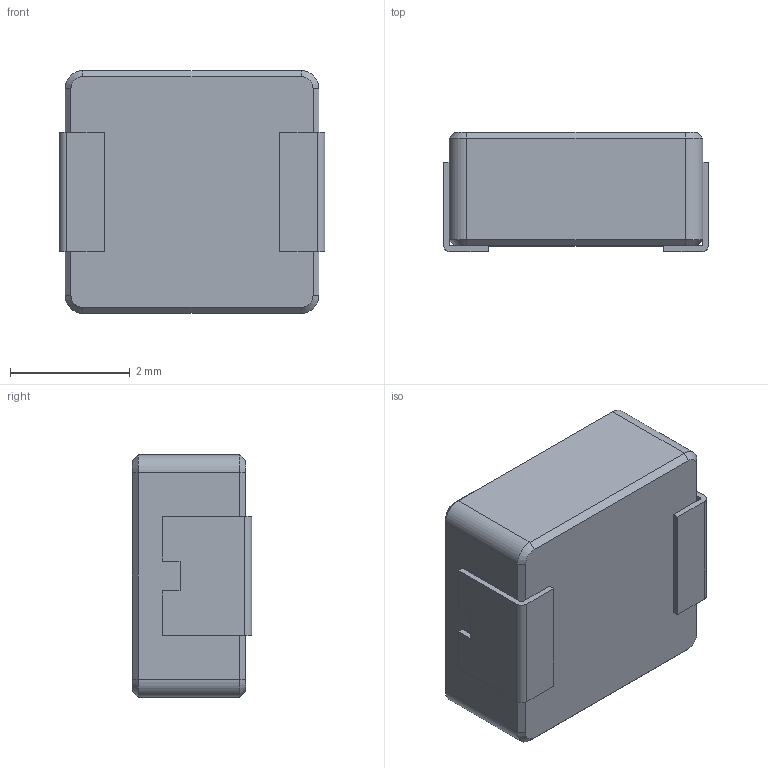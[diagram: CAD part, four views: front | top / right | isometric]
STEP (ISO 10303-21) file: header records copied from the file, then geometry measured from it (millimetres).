
FILE_DESCRIPTION(('FreeCAD Model'),'2;1');
FILE_NAME('Open CASCADE Shape Model','2026-02-13T20:59:20',( 'kicad StepUp'),('ksu MCAD'),'Open CASCADE STEP processor 7.8', 'FreeCAD','Unknown');
FILE_SCHEMA(('AUTOMOTIVE_DESIGN { 1 0 10303 214 1 1 1 1 }'));
Length unit declared in the file: millimetre
Products named in the file (4): L_Bourns_SRP4020TA_4.45x4.06mm; SRP4020TA-2R2M; SRP4020TA-2R2M001; SRP4020TA-2R2M002
Assembly tree (3 placements, depth 2):
  L_Bourns_SRP4020TA_4.45x4.06mm
    SRP4020TA-2R2M
    SRP4020TA-2R2M001
    SRP4020TA-2R2M002
Bounding box: 4.45 x 2 x 4.06 mm (x, y, z)
Volume: 33.3 mm3; surface area: 81.2 mm2
Topology: 3 solids, 3 shells, 54 faces, 128 edges, 80 vertices
Faces by surface type: plane 38, cylinder 8, cone 8
Entity records: 1621 total; most frequent: DIRECTION 268, CARTESIAN_POINT 266, ORIENTED_EDGE 256, EDGE_CURVE 128, LINE 104, VECTOR 104, AXIS2_PLACEMENT_3D 82, VERTEX_POINT 80
